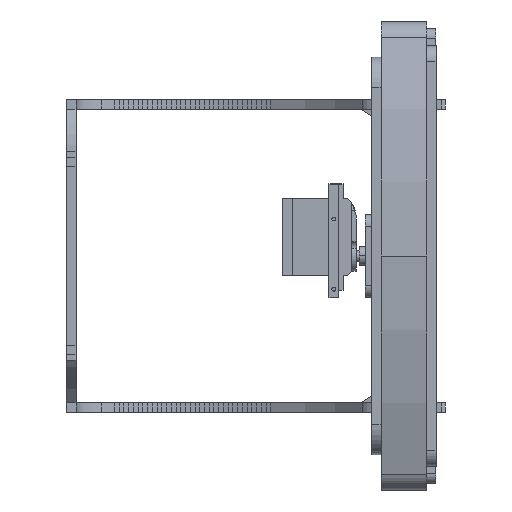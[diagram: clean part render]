
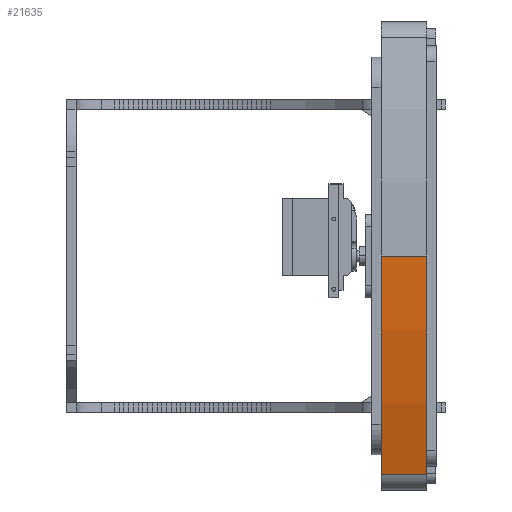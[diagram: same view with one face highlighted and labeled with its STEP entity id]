
A CAD part, left-side view. The second image highlights one B-rep face of the part: STEP entity #21635.
In plain terms, the highlighted cylindrical face has radius 363.292 mm (diameter 726.583 mm), a partial arc.
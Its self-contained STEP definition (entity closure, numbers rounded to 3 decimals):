
#2348=FACE_OUTER_BOUND('',#3734,.T.);
#3734=EDGE_LOOP('',(#19645,#19646,#19647,#19648));
#5578=LINE('',#39192,#7453);
#5591=LINE('',#39265,#7466);
#7453=VECTOR('',#29618,10.);
#7466=VECTOR('',#29689,10.);
#8544=CIRCLE('',#23936,363.292);
#8566=CIRCLE('',#23961,363.292);
#10562=VERTEX_POINT('',#39189);
#10563=VERTEX_POINT('',#39191);
#10567=VERTEX_POINT('',#39203);
#10594=VERTEX_POINT('',#39263);
#13605=EDGE_CURVE('',#10562,#10563,#5578,.T.);
#13611=EDGE_CURVE('',#10567,#10563,#8544,.T.);
#13641=EDGE_CURVE('',#10562,#10594,#8566,.T.);
#13642=EDGE_CURVE('',#10567,#10594,#5591,.T.);
#19645=ORIENTED_EDGE('',*,*,#13605,.F.);
#19646=ORIENTED_EDGE('',*,*,#13641,.T.);
#19647=ORIENTED_EDGE('',*,*,#13642,.F.);
#19648=ORIENTED_EDGE('',*,*,#13611,.T.);
#20581=CYLINDRICAL_SURFACE('',#23960,363.292);
#21635=ADVANCED_FACE('',(#2348),#20581,.T.);
#23936=AXIS2_PLACEMENT_3D('',#39204,#29629,#29630);
#23960=AXIS2_PLACEMENT_3D('',#39262,#29685,#29686);
#23961=AXIS2_PLACEMENT_3D('',#39264,#29687,#29688);
#29618=DIRECTION('',(0.,1.,0.));
#29629=DIRECTION('center_axis',(0.,-1.,0.));
#29630=DIRECTION('ref_axis',(0.002,0.,-1.));
#29685=DIRECTION('center_axis',(0.,1.,0.));
#29686=DIRECTION('ref_axis',(0.002,0.,-1.));
#29687=DIRECTION('center_axis',(0.,1.,0.));
#29688=DIRECTION('ref_axis',(0.002,0.,-1.));
#29689=DIRECTION('',(0.,-1.,0.));
#39189=CARTESIAN_POINT('',(226.832,0.,-55.981));
#39191=CARTESIAN_POINT('',(226.832,24.,-55.981));
#39192=CARTESIAN_POINT('',(226.832,24.,-55.981));
#39203=CARTESIAN_POINT('',(111.5,24.,-75.));
#39204=CARTESIAN_POINT('Origin',(110.826,24.,288.291));
#39262=CARTESIAN_POINT('Origin',(110.826,24.,288.291));
#39263=CARTESIAN_POINT('',(111.5,0.,-75.));
#39264=CARTESIAN_POINT('Origin',(110.826,0.,288.291));
#39265=CARTESIAN_POINT('',(111.5,24.,-75.));
